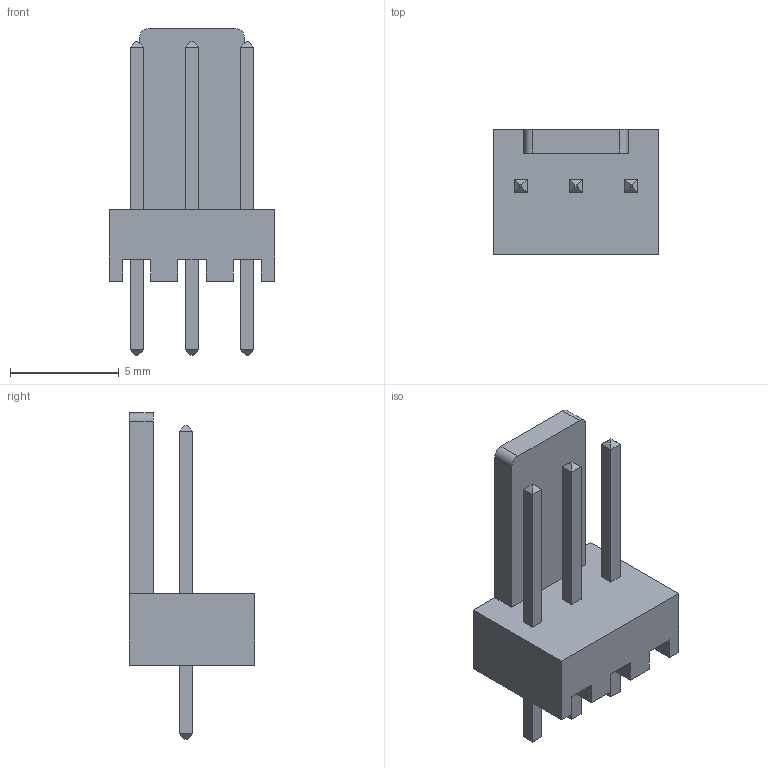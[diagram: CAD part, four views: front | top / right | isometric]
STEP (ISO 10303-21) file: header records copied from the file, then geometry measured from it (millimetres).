
FILE_DESCRIPTION(/* description */ (''),/* implementation_level */ '2;1');
FILE_NAME(/* name */ 'PinHeader_1x03_P2.54_Friction_Lock.step',/* time_stamp */ '2018-10-27T15:44:12-06:00',/* author */ ('kitecraft'),/* organization */ (''),/* preprocessor_version */ 'ST-DEVELOPER v17.2',/* originating_system */ 'Autodesk Translation Framework v7.6.0.251',/* authorisation */ '');
FILE_SCHEMA (('AUTOMOTIVE_DESIGN { 1 0 10303 214 3 1 1 }'));
Length unit declared in the file: millimetre
Products named in the file (1): Pin Header 01x03 - Friction Lock
Bounding box: 7.6 x 5.75 x 15 mm (x, y, z)
Volume: 178.3 mm3; surface area: 417.1 mm2
Topology: 4 solids, 4 shells, 78 faces, 186 edges, 116 vertices
Faces by surface type: plane 76, cylinder 2
Entity records: 2231 total; most frequent: CARTESIAN_POINT 381, ORIENTED_EDGE 372, DIRECTION 348, EDGE_CURVE 186, LINE 182, VECTOR 182, VERTEX_POINT 116, EDGE_LOOP 84
